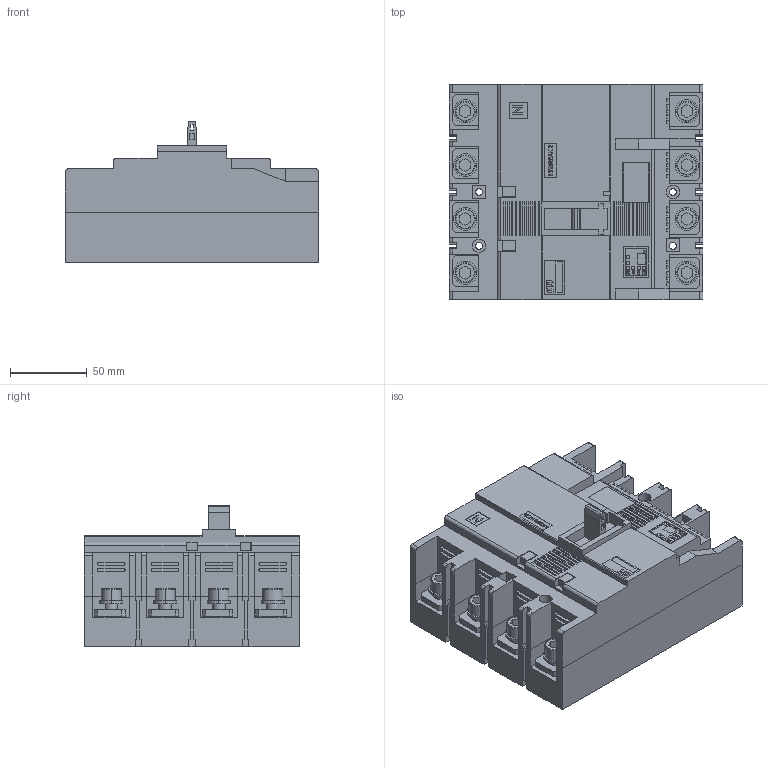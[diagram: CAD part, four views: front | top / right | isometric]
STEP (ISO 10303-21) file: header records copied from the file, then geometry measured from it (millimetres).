
FILE_DESCRIPTION((''),'2;1');
FILE_NAME('NEW_ASM','2021-11-02T',('marketing.praksa'),('Audax d.o.o.'),'CREO PARAMETRIC BY PTC INC, 2017480','CREO PARAMETRIC BY PTC INC, 2017480','');
FILE_SCHEMA(('AUTOMOTIVE_DESIGN { 1 0 10303 214 1 1 1 1 }'));
Length unit declared in the file: millimetre
Products named in the file (12): PS_SS_DA_NA_1_2_3_4_5; ETIBREAK_2_1_2_3_4_5; TAMPON_ETI-EB2_1_2_3_4_5; PRT9584; SZKIELKO_1_2_3_4_5; N_1_2_3; PRT9585; Y; PRT9587; PRT9586; ER; NEW_ASM
Assembly tree (13 placements, depth 2):
  NEW_ASM
    PS_SS_DA_NA_1_2_3_4_5
    ETIBREAK_2_1_2_3_4_5
    TAMPON_ETI-EB2_1_2_3_4_5
    PRT9584
    SZKIELKO_1_2_3_4_5
    N_1_2_3
    PRT9585  x2
    Y  x2
    PRT9587
    PRT9586
    ER
Bounding box: 164.98 x 140 x 92 mm (x, y, z)
Volume: 1370086.6 mm3; surface area: 173854.7 mm2
Topology: 25 solids, 25 shells, 1249 faces, 3427 edges, 2324 vertices
Faces by surface type: plane 935, cylinder 200, extrusion 82, torus 32
Entity records: 52652 total; most frequent: CARTESIAN_POINT 8770, ORIENTED_EDGE 6272, DIRECTION 5400, PRESENTATION_STYLE_ASSIGNMENT 3247, STYLED_ITEM 3247, EDGE_CURVE 3136, VECTOR 2542, LINE 2460
